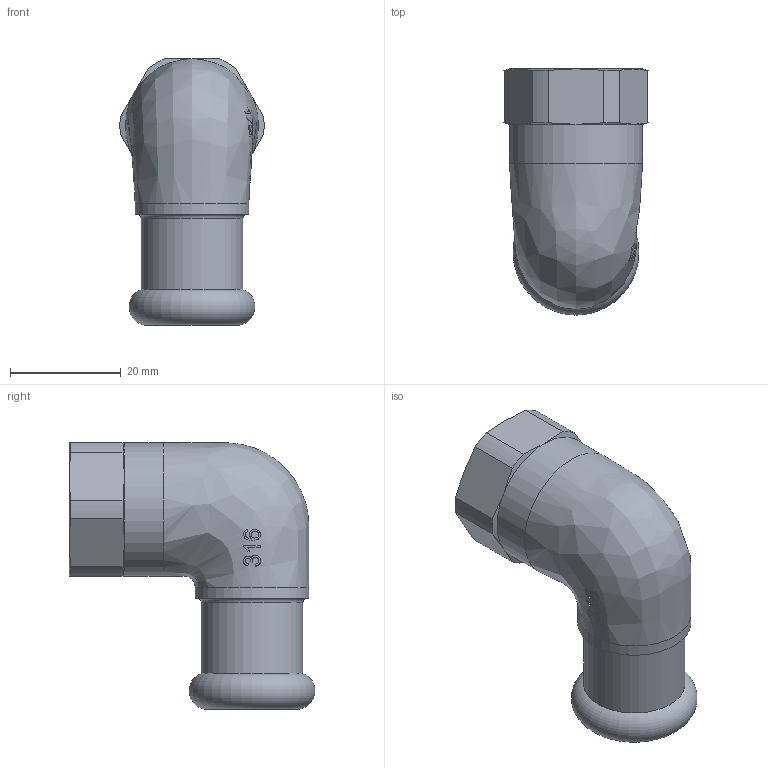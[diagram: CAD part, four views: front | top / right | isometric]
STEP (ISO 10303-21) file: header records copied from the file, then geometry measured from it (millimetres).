
FILE_DESCRIPTION(/* description */ ('Gomito 90° filettato femmina 1/2"x15 (Microfuso) / Elbow adapter 90° with female thread 1/2"x15 (casting)'),/* implementation_level */ '2;1');
FILE_NAME(/* name */ '198102015_Inoxpres.stp',/* time_stamp */ '2022-10-12T16:47:36+02:00',/* author */ ('Vault'),/* organization */ ('Raccorderie metalliche s.p.a. '),/* preprocessor_version */ 'ST-DEVELOPER v18.1',/* originating_system */ 'Autodesk Inventor 2020',/* authorisation */ 'Raccorderie metalliche s.p.a. ');
FILE_SCHEMA (('AUTOMOTIVE_DESIGN { 1 0 10303 214 3 1 1 }'));
Length unit declared in the file: millimetre
Products named in the file (1): 198102015_Inoxpres
Bounding box: 25.98 x 44.35 x 48 mm (x, y, z)
Volume: 11813.8 mm3; surface area: 8444.5 mm2
Topology: 1 solids, 1 shells, 172 faces, 470 edges, 314 vertices
Faces by surface type: bspline 69, plane 69, cylinder 15, cone 13, torus 6
Full cylindrical faces by diameter (mm): 13 x1, 15.3 x1, 15.7 x2, 17 x1, 18.3 x1, 18.631 x1, 20.5 x1, 24 x1
Entity records: 7831 total; most frequent: CARTESIAN_POINT 4072, ORIENTED_EDGE 940, DIRECTION 504, EDGE_CURVE 470, VERTEX_POINT 314, B_SPLINE_CURVE_WITH_KNOTS 230, EDGE_LOOP 188, AXIS2_PLACEMENT_3D 184
